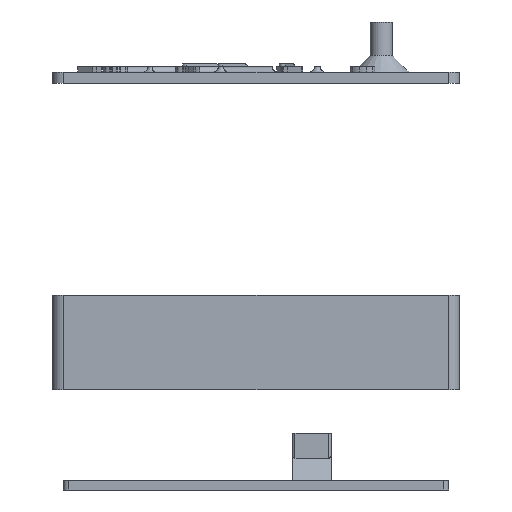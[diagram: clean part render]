
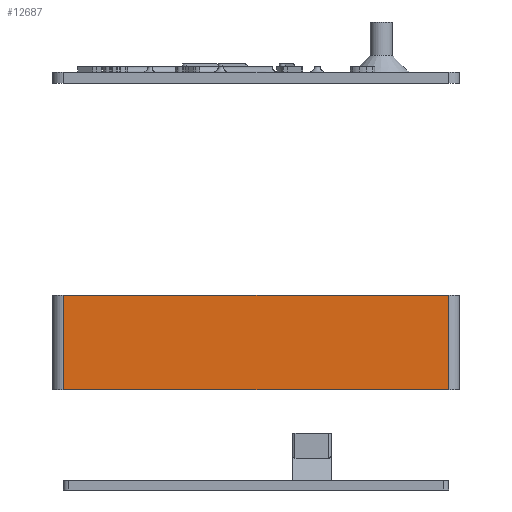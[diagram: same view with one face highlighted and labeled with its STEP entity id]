
A CAD part, left-side view. The second image highlights one B-rep face of the part: STEP entity #12687.
In plain terms, the highlighted planar face has unit normal (-1, 0, 0).
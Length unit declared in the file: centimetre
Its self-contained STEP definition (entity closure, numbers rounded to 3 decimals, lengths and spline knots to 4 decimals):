
#1461=PLANE($,#13495);
#1694=FACE_OUTER_BOUND($,#2434,.T.);
#2434=EDGE_LOOP($,(#8902,#8903,#8904,#8905));
#3249=LINE($,#16051,#4165);
#3331=LINE($,#16297,#4247);
#3333=LINE($,#16304,#4249);
#3335=LINE($,#16307,#4251);
#4165=VECTOR($,#14030,6.9);
#4247=VECTOR($,#14276,6.9);
#4249=VECTOR($,#14284,1.7);
#4251=VECTOR($,#14288,1.7);
#5293=VERTEX_POINT($,#16048);
#5294=VERTEX_POINT($,#16050);
#5375=VERTEX_POINT($,#16294);
#5376=VERTEX_POINT($,#16296);
#6639=EDGE_CURVE($,#5293,#5294,#3249,.T.);
#6761=EDGE_CURVE($,#5375,#5376,#3331,.F.);
#6765=EDGE_CURVE($,#5294,#5375,#3333,.T.);
#6767=EDGE_CURVE($,#5376,#5293,#3335,.T.);
#8902=ORIENTED_EDGE($,*,*,#6765,.F.);
#8903=ORIENTED_EDGE($,*,*,#6639,.F.);
#8904=ORIENTED_EDGE($,*,*,#6767,.F.);
#8905=ORIENTED_EDGE($,*,*,#6761,.F.);
#12687=ADVANCED_FACE($,(#1694),#1461,.F.);
#13495=AXIS2_PLACEMENT_3D($,#16306,#14286,#14287);
#14030=DIRECTION($,(0.,1.,0.));
#14276=DIRECTION($,(0.,1.,0.));
#14284=DIRECTION($,(0.,0.,1.));
#14286=DIRECTION('center_axis',(1.,0.,0.));
#14287=DIRECTION('ref_axis',(0.,0.,-1.));
#14288=DIRECTION($,(0.,0.,-1.));
#16048=CARTESIAN_POINT('',(-19.15,13.15,0.6));
#16050=CARTESIAN_POINT('',(-19.15,20.05,0.6));
#16051=CARTESIAN_POINT($,(-19.15,15.5,0.6));
#16294=CARTESIAN_POINT('',(-19.15,20.05,2.3));
#16296=CARTESIAN_POINT('',(-19.15,13.15,2.3));
#16297=CARTESIAN_POINT($,(-19.15,15.5,2.3));
#16304=CARTESIAN_POINT($,(-19.15,20.05,1.));
#16306=CARTESIAN_POINT('Origin',(-19.15,15.5,1.));
#16307=CARTESIAN_POINT($,(-19.15,13.15,1.));
